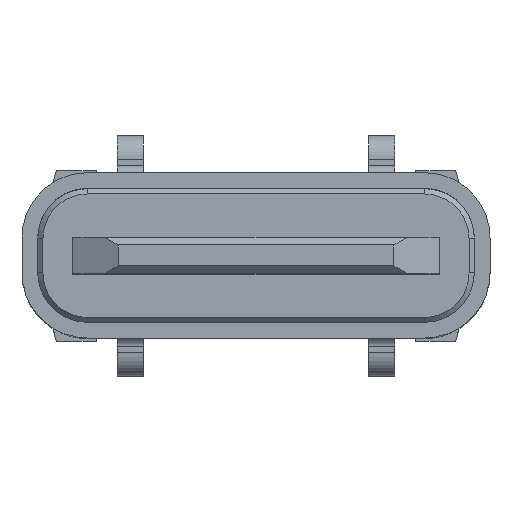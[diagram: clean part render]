
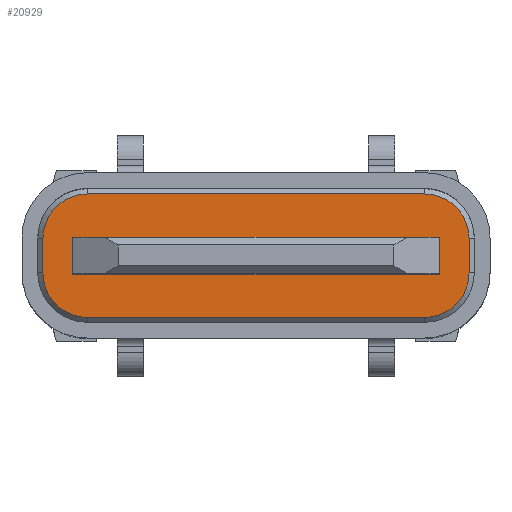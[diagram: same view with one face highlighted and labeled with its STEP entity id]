
A CAD part, top view. The second image highlights one B-rep face of the part: STEP entity #20929.
In plain terms, the highlighted planar face has unit normal (0, 0, 1).
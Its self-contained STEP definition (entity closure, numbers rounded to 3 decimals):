
#133 = ORIENTED_EDGE ( 'NONE', *, *, #22886, .T. ) ;
#216 = CARTESIAN_POINT ( 'NONE',  ( -3.22, -1.18, -0.9 ) ) ;
#520 = DIRECTION ( 'NONE',  ( 0., -1., 0. ) ) ;
#712 = CIRCLE ( 'NONE', #12432, 0.85 ) ;
#747 = DIRECTION ( 'NONE',  ( -1., 0., 0. ) ) ;
#1012 = DIRECTION ( 'NONE',  ( -1., 0., 0. ) ) ;
#1329 = CARTESIAN_POINT ( 'NONE',  ( 4.07, 0.33, -0.9 ) ) ;
#2192 = AXIS2_PLACEMENT_3D ( 'NONE', #8073, #23514, #4262 ) ;
#2462 = CARTESIAN_POINT ( 'NONE',  ( 3.22, 1.18, -0.9 ) ) ;
#2568 = AXIS2_PLACEMENT_3D ( 'NONE', #8698, #4634, #14522 ) ;
#2972 = EDGE_CURVE ( 'NONE', #12170, #3732, #15973, .T. ) ;
#3283 = CARTESIAN_POINT ( 'NONE',  ( 3.5, -0.35, -0.9 ) ) ;
#3732 = VERTEX_POINT ( 'NONE', #17503 ) ;
#4035 = CARTESIAN_POINT ( 'NONE',  ( 3.5, 0.35, -0.9 ) ) ;
#4262 = DIRECTION ( 'NONE',  ( -1., 0., 0. ) ) ;
#4605 = VECTOR ( 'NONE', #520, 1000. ) ;
#4634 = DIRECTION ( 'NONE',  ( 0., 0., 1. ) ) ;
#4686 = CARTESIAN_POINT ( 'NONE',  ( -3.22, -1.18, -0.9 ) ) ;
#4802 = CARTESIAN_POINT ( 'NONE',  ( 3.5, -0.35, -0.9 ) ) ;
#5100 = EDGE_CURVE ( 'NONE', #9833, #16434, #712, .T. ) ;
#5123 = DIRECTION ( 'NONE',  ( 0., 1., 0. ) ) ;
#5256 = ORIENTED_EDGE ( 'NONE', *, *, #9109, .T. ) ;
#5327 = EDGE_LOOP ( 'NONE', ( #133, #5256, #22712, #13160, #19947, #23860, #7831, #6127 ) ) ;
#5424 = DIRECTION ( 'NONE',  ( 0., 1., 0. ) ) ;
#6044 = EDGE_CURVE ( 'NONE', #3732, #9054, #14045, .T. ) ;
#6127 = ORIENTED_EDGE ( 'NONE', *, *, #5100, .T. ) ;
#6188 = CARTESIAN_POINT ( 'NONE',  ( -3.5, -0.35, -0.9 ) ) ;
#6469 = VECTOR ( 'NONE', #23717, 1000. ) ;
#7081 = CARTESIAN_POINT ( 'NONE',  ( -3.22, 0.33, -0.9 ) ) ;
#7381 = VECTOR ( 'NONE', #5424, 1000. ) ;
#7405 = CARTESIAN_POINT ( 'NONE',  ( -3.22, 1.18, -0.9 ) ) ;
#7828 = DIRECTION ( 'NONE',  ( 0., -1., 0. ) ) ;
#7831 = ORIENTED_EDGE ( 'NONE', *, *, #10240, .T. ) ;
#8073 = CARTESIAN_POINT ( 'NONE',  ( 3.22, -0.33, -0.9 ) ) ;
#8121 = CIRCLE ( 'NONE', #22265, 0.85 ) ;
#8698 = CARTESIAN_POINT ( 'NONE',  ( 3.22, 0.33, -0.9 ) ) ;
#9054 = VERTEX_POINT ( 'NONE', #12265 ) ;
#9109 = EDGE_CURVE ( 'NONE', #11996, #13077, #19502, .T. ) ;
#9833 = VERTEX_POINT ( 'NONE', #14643 ) ;
#10240 = EDGE_CURVE ( 'NONE', #21317, #9833, #17870, .T. ) ;
#10566 = VERTEX_POINT ( 'NONE', #7405 ) ;
#11113 = CARTESIAN_POINT ( 'NONE',  ( -3.22, 1.18, -0.9 ) ) ;
#11692 = CARTESIAN_POINT ( 'NONE',  ( -4.07, 0.33, -0.9 ) ) ;
#11843 = CIRCLE ( 'NONE', #2568, 0.85 ) ;
#11996 = VERTEX_POINT ( 'NONE', #14829 ) ;
#12170 = VERTEX_POINT ( 'NONE', #4035 ) ;
#12265 = CARTESIAN_POINT ( 'NONE',  ( -3.5, -0.35, -0.9 ) ) ;
#12432 = AXIS2_PLACEMENT_3D ( 'NONE', #24264, #18092, #747 ) ;
#12579 = EDGE_CURVE ( 'NONE', #16013, #21382, #11843, .T. ) ;
#12863 = EDGE_CURVE ( 'NONE', #21382, #10566, #20873, .T. ) ;
#12894 = PLANE ( 'NONE',  #17426 ) ;
#13077 = VERTEX_POINT ( 'NONE', #16046 ) ;
#13160 = ORIENTED_EDGE ( 'NONE', *, *, #12579, .T. ) ;
#13161 = ORIENTED_EDGE ( 'NONE', *, *, #21666, .F. ) ;
#13344 = EDGE_LOOP ( 'NONE', ( #21153, #13161, #18003, #22809 ) ) ;
#13583 = VECTOR ( 'NONE', #23700, 1000. ) ;
#13691 = DIRECTION ( 'NONE',  ( 0., 0., 1. ) ) ;
#13807 = CARTESIAN_POINT ( 'NONE',  ( -4.07, -0.33, -0.9 ) ) ;
#13877 = VECTOR ( 'NONE', #16227, 1000. ) ;
#14045 = LINE ( 'NONE', #6188, #24168 ) ;
#14522 = DIRECTION ( 'NONE',  ( -1., 0., 0. ) ) ;
#14643 = CARTESIAN_POINT ( 'NONE',  ( -4.07, -0.33, -0.9 ) ) ;
#14829 = CARTESIAN_POINT ( 'NONE',  ( 3.22, -1.18, -0.9 ) ) ;
#15534 = LINE ( 'NONE', #216, #22242 ) ;
#15973 = LINE ( 'NONE', #19904, #13583 ) ;
#15995 = CARTESIAN_POINT ( 'NONE',  ( 3.5, -0.35, -0.9 ) ) ;
#16005 = EDGE_CURVE ( 'NONE', #13077, #16013, #20455, .T. ) ;
#16013 = VERTEX_POINT ( 'NONE', #1329 ) ;
#16046 = CARTESIAN_POINT ( 'NONE',  ( 4.07, -0.33, -0.9 ) ) ;
#16227 = DIRECTION ( 'NONE',  ( -1., 0., 0. ) ) ;
#16434 = VERTEX_POINT ( 'NONE', #4686 ) ;
#16936 = DIRECTION ( 'NONE',  ( 0., 0., -1. ) ) ;
#17426 = AXIS2_PLACEMENT_3D ( 'NONE', #7081, #16936, #1012 ) ;
#17503 = CARTESIAN_POINT ( 'NONE',  ( -3.5, 0.35, -0.9 ) ) ;
#17870 = LINE ( 'NONE', #13807, #4605 ) ;
#17902 = LINE ( 'NONE', #15995, #6469 ) ;
#18003 = ORIENTED_EDGE ( 'NONE', *, *, #20270, .F. ) ;
#18084 = VECTOR ( 'NONE', #5123, 1000. ) ;
#18092 = DIRECTION ( 'NONE',  ( 0., 0., 1. ) ) ;
#19383 = CARTESIAN_POINT ( 'NONE',  ( -3.22, 0.33, -0.9 ) ) ;
#19502 = CIRCLE ( 'NONE', #2192, 0.85 ) ;
#19576 = DIRECTION ( 'NONE',  ( 1., 0., 0. ) ) ;
#19904 = CARTESIAN_POINT ( 'NONE',  ( 3.5, 0.35, -0.9 ) ) ;
#19947 = ORIENTED_EDGE ( 'NONE', *, *, #12863, .T. ) ;
#20245 = FACE_OUTER_BOUND ( 'NONE', #5327, .T. ) ;
#20270 = EDGE_CURVE ( 'NONE', #9054, #22553, #17902, .T. ) ;
#20455 = LINE ( 'NONE', #22593, #18084 ) ;
#20859 = EDGE_CURVE ( 'NONE', #10566, #21317, #8121, .T. ) ;
#20873 = LINE ( 'NONE', #11113, #13877 ) ;
#20929 = ADVANCED_FACE ( 'NONE', ( #20245, #24673 ), #12894, .F. ) ;
#21153 = ORIENTED_EDGE ( 'NONE', *, *, #2972, .F. ) ;
#21317 = VERTEX_POINT ( 'NONE', #11692 ) ;
#21382 = VERTEX_POINT ( 'NONE', #2462 ) ;
#21395 = DIRECTION ( 'NONE',  ( -1., 0., 0. ) ) ;
#21666 = EDGE_CURVE ( 'NONE', #22553, #12170, #22269, .T. ) ;
#22242 = VECTOR ( 'NONE', #19576, 1000. ) ;
#22265 = AXIS2_PLACEMENT_3D ( 'NONE', #19383, #13691, #21395 ) ;
#22269 = LINE ( 'NONE', #3283, #7381 ) ;
#22553 = VERTEX_POINT ( 'NONE', #4802 ) ;
#22593 = CARTESIAN_POINT ( 'NONE',  ( 4.07, 0.33, -0.9 ) ) ;
#22712 = ORIENTED_EDGE ( 'NONE', *, *, #16005, .T. ) ;
#22809 = ORIENTED_EDGE ( 'NONE', *, *, #6044, .F. ) ;
#22886 = EDGE_CURVE ( 'NONE', #16434, #11996, #15534, .T. ) ;
#23514 = DIRECTION ( 'NONE',  ( 0., 0., 1. ) ) ;
#23700 = DIRECTION ( 'NONE',  ( -1., 0., 0. ) ) ;
#23717 = DIRECTION ( 'NONE',  ( 1., 0., 0. ) ) ;
#23860 = ORIENTED_EDGE ( 'NONE', *, *, #20859, .T. ) ;
#24168 = VECTOR ( 'NONE', #7828, 1000. ) ;
#24264 = CARTESIAN_POINT ( 'NONE',  ( -3.22, -0.33, -0.9 ) ) ;
#24673 = FACE_BOUND ( 'NONE', #13344, .T. ) ;
